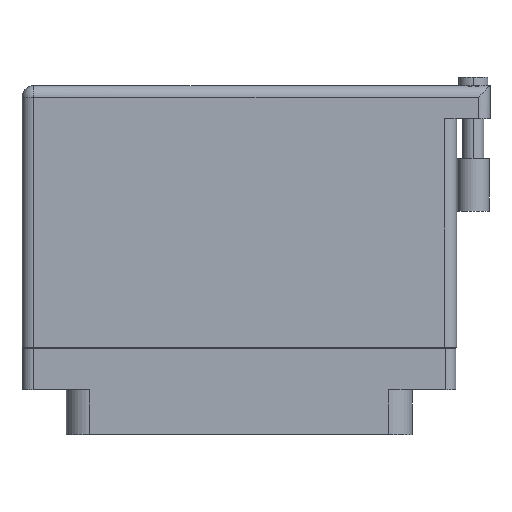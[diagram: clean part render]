
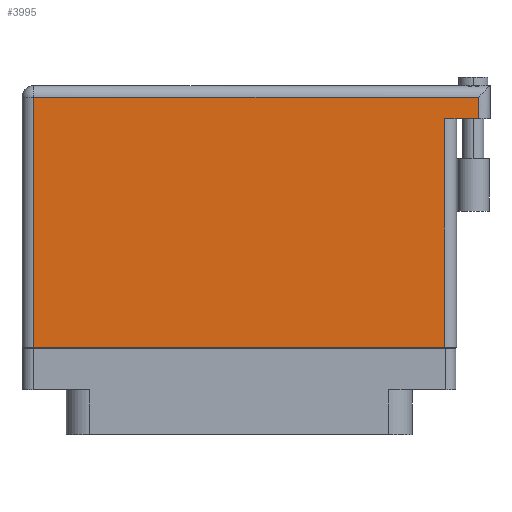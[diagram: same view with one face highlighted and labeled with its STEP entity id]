
A CAD part, front view. The second image highlights one B-rep face of the part: STEP entity #3995.
In plain terms, the highlighted face is planar.
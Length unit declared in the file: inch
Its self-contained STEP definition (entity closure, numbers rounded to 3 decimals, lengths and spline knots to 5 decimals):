
#1800 = VERTEX_POINT ( 'NONE', #22129 ) ;
#2959 = FACE_OUTER_BOUND ( 'NONE', #34686, .T. ) ;
#3200 = AXIS2_PLACEMENT_3D ( 'NONE', #15633, #47184, #23280 ) ;
#3499 = CARTESIAN_POINT ( 'NONE',  ( -1.23, -0.1, 0.4495 ) ) ;
#3884 = ORIENTED_EDGE ( 'NONE', *, *, #40348, .T. ) ;
#3995 = ADVANCED_FACE ( 'NONE', ( #2959 ), #43146, .F. ) ;
#4149 = DIRECTION ( 'NONE',  ( 0., 1., 0. ) ) ;
#4487 = ORIENTED_EDGE ( 'NONE', *, *, #27618, .T. ) ;
#5739 = VECTOR ( 'NONE', #37950, 39.37008 ) ;
#7237 = VECTOR ( 'NONE', #32258, 39.37008 ) ;
#7374 = ORIENTED_EDGE ( 'NONE', *, *, #28851, .F. ) ;
#7590 = VERTEX_POINT ( 'NONE', #24658 ) ;
#8742 = CARTESIAN_POINT ( 'NONE',  ( 1.23, -0.1, 0.4495 ) ) ;
#9645 = CARTESIAN_POINT ( 'NONE',  ( 1.43, 1.396, 0.4495 ) ) ;
#9863 = EDGE_CURVE ( 'NONE', #20552, #38663, #36870, .T. ) ;
#11497 = CARTESIAN_POINT ( 'NONE',  ( 1.5, 1.269, 0.4495 ) ) ;
#14879 = VECTOR ( 'NONE', #4149, 39.37008 ) ;
#15095 = CARTESIAN_POINT ( 'NONE',  ( 1.23, 1.269, 0.4495 ) ) ;
#15633 = CARTESIAN_POINT ( 'NONE',  ( -1.3, 1.466, 0.4495 ) ) ;
#16783 = LINE ( 'NONE', #3499, #38590 ) ;
#17839 = ORIENTED_EDGE ( 'NONE', *, *, #9863, .T. ) ;
#17852 = LINE ( 'NONE', #24394, #7237 ) ;
#20313 = VERTEX_POINT ( 'NONE', #9645 ) ;
#20552 = VERTEX_POINT ( 'NONE', #8742 ) ;
#21586 = CARTESIAN_POINT ( 'NONE',  ( -1.23, -0.1, 0.4495 ) ) ;
#21779 = LINE ( 'NONE', #31607, #48007 ) ;
#22129 = CARTESIAN_POINT ( 'NONE',  ( -1.23, 1.396, 0.4495 ) ) ;
#22996 = DIRECTION ( 'NONE',  ( -1., 0., 0. ) ) ;
#23280 = DIRECTION ( 'NONE',  ( -1., 0., 0. ) ) ;
#24394 = CARTESIAN_POINT ( 'NONE',  ( -1.3, -0.1, 0.4495 ) ) ;
#24658 = CARTESIAN_POINT ( 'NONE',  ( 1.43, 1.269, 0.4495 ) ) ;
#24795 = ORIENTED_EDGE ( 'NONE', *, *, #45559, .T. ) ;
#25905 = CARTESIAN_POINT ( 'NONE',  ( 1.23, 1.269, 0.4495 ) ) ;
#27618 = EDGE_CURVE ( 'NONE', #7590, #20313, #28680, .T. ) ;
#27882 = ORIENTED_EDGE ( 'NONE', *, *, #46008, .T. ) ;
#28680 = LINE ( 'NONE', #43479, #14879 ) ;
#28851 = EDGE_CURVE ( 'NONE', #7590, #38663, #39036, .T. ) ;
#31607 = CARTESIAN_POINT ( 'NONE',  ( -1.3, 1.396, 0.4495 ) ) ;
#32258 = DIRECTION ( 'NONE',  ( 1., 0., 0. ) ) ;
#34657 = VECTOR ( 'NONE', #22996, 39.37008 ) ;
#34686 = EDGE_LOOP ( 'NONE', ( #3884, #17839, #7374, #4487, #24795, #27882 ) ) ;
#35540 = DIRECTION ( 'NONE',  ( 0., -1., 0. ) ) ;
#36870 = LINE ( 'NONE', #25905, #5739 ) ;
#37950 = DIRECTION ( 'NONE',  ( 0., 1., 0. ) ) ;
#38590 = VECTOR ( 'NONE', #35540, 39.37008 ) ;
#38663 = VERTEX_POINT ( 'NONE', #15095 ) ;
#39036 = LINE ( 'NONE', #11497, #34657 ) ;
#40348 = EDGE_CURVE ( 'NONE', #50424, #20552, #17852, .T. ) ;
#43146 = PLANE ( 'NONE',  #3200 ) ;
#43479 = CARTESIAN_POINT ( 'NONE',  ( 1.43, 1.466, 0.4495 ) ) ;
#45559 = EDGE_CURVE ( 'NONE', #20313, #1800, #21779, .T. ) ;
#46008 = EDGE_CURVE ( 'NONE', #1800, #50424, #16783, .T. ) ;
#47184 = DIRECTION ( 'NONE',  ( 0., 0., -1. ) ) ;
#48007 = VECTOR ( 'NONE', #51469, 39.37008 ) ;
#50424 = VERTEX_POINT ( 'NONE', #21586 ) ;
#51469 = DIRECTION ( 'NONE',  ( -1., 0., 0. ) ) ;
